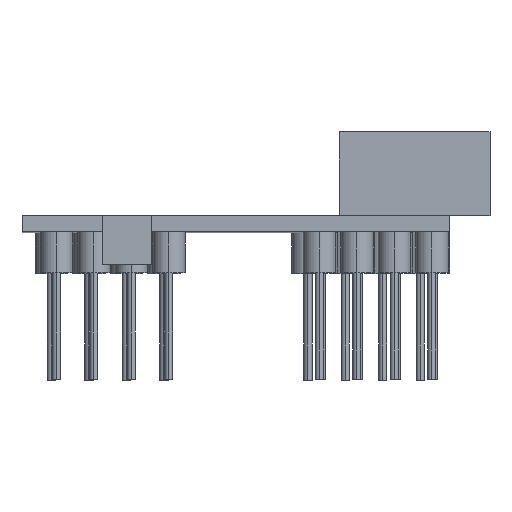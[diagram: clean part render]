
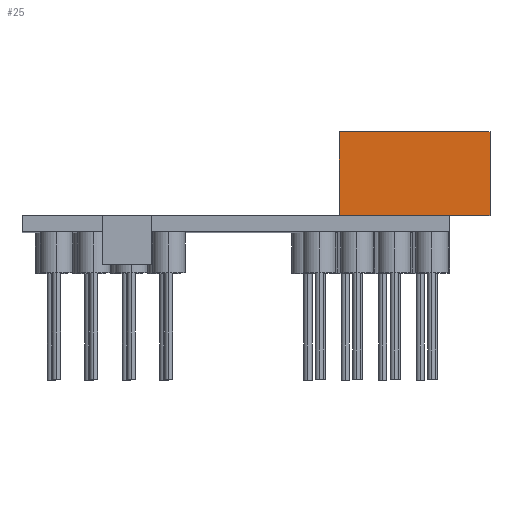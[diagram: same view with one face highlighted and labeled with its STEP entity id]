
A CAD part, top view. The second image highlights one B-rep face of the part: STEP entity #25.
In plain terms, the highlighted planar face has unit normal (0, 0, 1).
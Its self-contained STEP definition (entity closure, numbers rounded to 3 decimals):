
#3 = EDGE_CURVE ( 'NONE', #215, #224, #1990, .T. ) ;
#22 = ORIENTED_EDGE ( 'NONE', *, *, #223, .T. ) ;
#24 = ORIENTED_EDGE ( 'NONE', *, *, #1928, .T. ) ;
#25 = ADVANCED_FACE ( 'NONE', ( #2046 ), #2030, .F. ) ;
#29 = EDGE_LOOP ( 'NONE', ( #24, #22, #34, #33, #4740 ) ) ;
#32 = EDGE_CURVE ( 'NONE', #4770, #215, #2081, .T. ) ;
#33 = ORIENTED_EDGE ( 'NONE', *, *, #32, .F. ) ;
#34 = ORIENTED_EDGE ( 'NONE', *, *, #3, .F. ) ;
#215 = VERTEX_POINT ( 'NONE', #2715 ) ;
#223 = EDGE_CURVE ( 'NONE', #1894, #224, #2693, .T. ) ;
#224 = VERTEX_POINT ( 'NONE', #2689 ) ;
#1894 = VERTEX_POINT ( 'NONE', #8178 ) ;
#1928 = EDGE_CURVE ( 'NONE', #1929, #1894, #8293, .T. ) ;
#1929 = VERTEX_POINT ( 'NONE', #8289 ) ;
#1987 = DIRECTION ( 'NONE',  ( 0., -1., 0. ) ) ;
#1988 = VECTOR ( 'NONE', #1987, 1000. ) ;
#1989 = CARTESIAN_POINT ( 'NONE',  ( 15.52, 6.1, 12.3 ) ) ;
#1990 = LINE ( 'NONE', #1989, #1988 ) ;
#2026 = DIRECTION ( 'NONE',  ( -1., 0., 0. ) ) ;
#2027 = DIRECTION ( 'NONE',  ( 0., 0., -1. ) ) ;
#2028 = CARTESIAN_POINT ( 'NONE',  ( 15.52, 6.1, 12.3 ) ) ;
#2029 = AXIS2_PLACEMENT_3D ( 'NONE', #2028, #2027, #2026 ) ;
#2030 = PLANE ( 'NONE',  #2029 ) ;
#2046 = FACE_OUTER_BOUND ( 'NONE', #29, .T. ) ;
#2078 = DIRECTION ( 'NONE',  ( 1., 0., 0. ) ) ;
#2079 = VECTOR ( 'NONE', #2078, 1000. ) ;
#2080 = CARTESIAN_POINT ( 'NONE',  ( 15.52, 6.1, 12.3 ) ) ;
#2081 = LINE ( 'NONE', #2080, #2079 ) ;
#2689 = CARTESIAN_POINT ( 'NONE',  ( 15.52, 1., 12.3 ) ) ;
#2690 = DIRECTION ( 'NONE',  ( 1., 0., 0. ) ) ;
#2691 = VECTOR ( 'NONE', #2690, 1000. ) ;
#2692 = CARTESIAN_POINT ( 'NONE',  ( 15.52, 1., 12.3 ) ) ;
#2693 = LINE ( 'NONE', #2692, #2691 ) ;
#2715 = CARTESIAN_POINT ( 'NONE',  ( 15.52, 6.1, 12.3 ) ) ;
#4740 = ORIENTED_EDGE ( 'NONE', *, *, #4769, .T. ) ;
#4769 = EDGE_CURVE ( 'NONE', #4770, #1929, #8522, .T. ) ;
#4770 = VERTEX_POINT ( 'NONE', #8518 ) ;
#8178 = CARTESIAN_POINT ( 'NONE',  ( 13.07, 1., 12.3 ) ) ;
#8289 = CARTESIAN_POINT ( 'NONE',  ( 6.32, 1., 12.3 ) ) ;
#8290 = DIRECTION ( 'NONE',  ( 1., 0., 0. ) ) ;
#8291 = VECTOR ( 'NONE', #8290, 1000. ) ;
#8292 = CARTESIAN_POINT ( 'NONE',  ( 15.52, 1., 12.3 ) ) ;
#8293 = LINE ( 'NONE', #8292, #8291 ) ;
#8518 = CARTESIAN_POINT ( 'NONE',  ( 6.32, 6.1, 12.3 ) ) ;
#8519 = DIRECTION ( 'NONE',  ( 0., -1., 0. ) ) ;
#8520 = VECTOR ( 'NONE', #8519, 1000. ) ;
#8521 = CARTESIAN_POINT ( 'NONE',  ( 6.32, 6.1, 12.3 ) ) ;
#8522 = LINE ( 'NONE', #8521, #8520 ) ;
